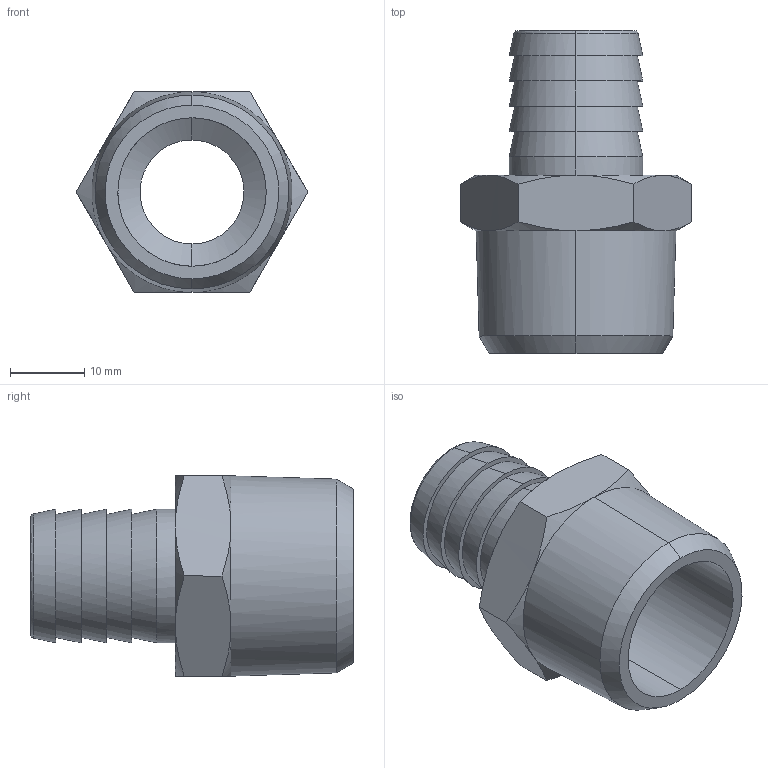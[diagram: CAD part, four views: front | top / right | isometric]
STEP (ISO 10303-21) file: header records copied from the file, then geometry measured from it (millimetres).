
FILE_DESCRIPTION (( 'STEP AP214' ), '1' );
FILE_NAME ('DRF.SP05-18_C.STEP', '2018-09-06T06:35:54', ( '' ), ( '' ), 'SwSTEP 2.0', 'SolidWorks 2018', '' );
FILE_SCHEMA (( 'AUTOMOTIVE_DESIGN' ));
Length unit declared in the file: millimetre
Products named in the file (1): DRF.SP05-18_C
Bounding box: 31.18 x 43.5 x 27 mm (x, y, z)
Volume: 8483.6 mm3; surface area: 6253.4 mm2
Topology: 1 solids, 1 shells, 49 faces, 102 edges, 60 vertices
Faces by surface type: bspline 49
Entity records: 2756 total; most frequent: CARTESIAN_POINT 2073, ORIENTED_EDGE 204, EDGE_CURVE 102, B_SPLINE_CURVE_WITH_KNOTS 80, VERTEX_POINT 60, EDGE_LOOP 56, FACE_OUTER_BOUND 49, ADVANCED_FACE 49
